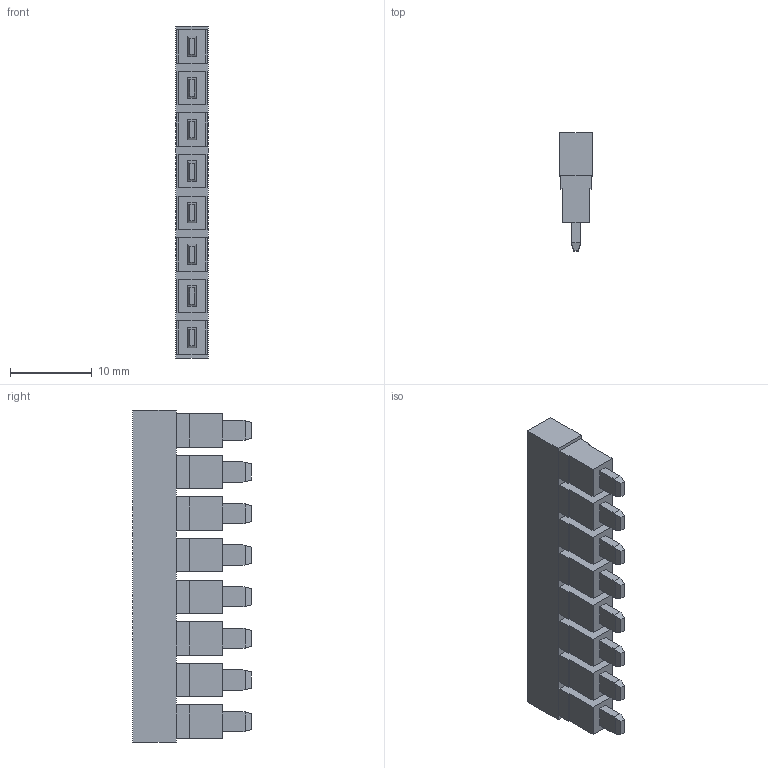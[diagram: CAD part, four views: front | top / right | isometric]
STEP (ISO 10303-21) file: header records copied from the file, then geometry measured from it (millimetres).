
FILE_DESCRIPTION(/* description */ (''),/* implementation_level */ '2;1');
FILE_NAME(/* name */ '3498-8_FQI_2-5-4_8_iso.stp',/* time_stamp */ '2021-02-05T13:15:50+01:00',/* author */ (''),/* organization */ (''),/* preprocessor_version */ 'ST-DEVELOPER v16.7',/* originating_system */ 'SIEMENS PLM Software NX 12.0',/* authorisation */ '');
FILE_SCHEMA (('AUTOMOTIVE_DESIGN { 1 0 10303 214 3 1 1 1 }'));
Length unit declared in the file: millimetre
Products named in the file (1): Eick2F5CDAF91v87
Bounding box: 4 x 14.5 x 40.7 mm (x, y, z)
Volume: 1566.1 mm3; surface area: 1664.6 mm2
Topology: 1 solids, 1 shells, 150 faces, 396 edges, 264 vertices
Faces by surface type: plane 150
Entity records: 4572 total; most frequent: CARTESIAN_POINT 811, ORIENTED_EDGE 792, DIRECTION 698, EDGE_CURVE 396, LINE 396, VECTOR 396, VERTEX_POINT 264, EDGE_LOOP 166
